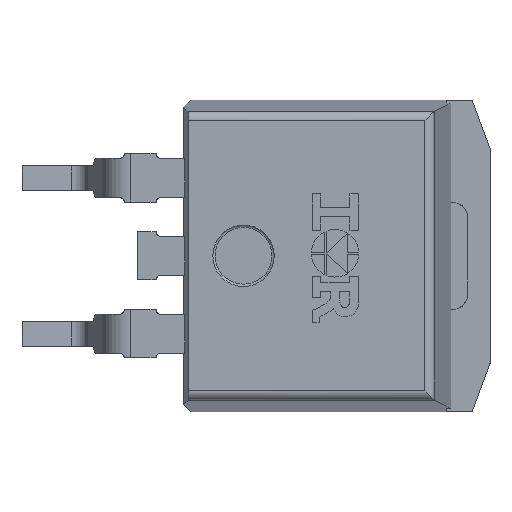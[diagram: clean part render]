
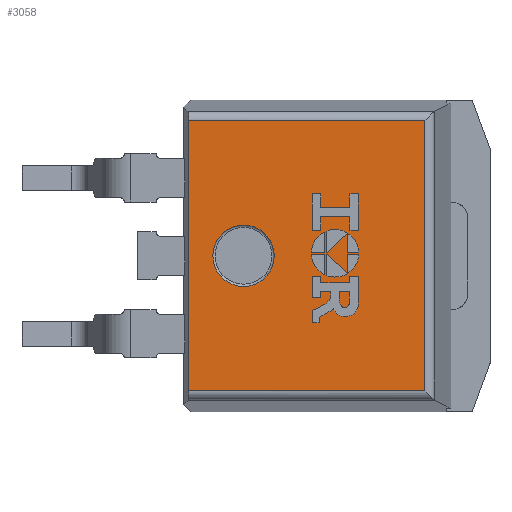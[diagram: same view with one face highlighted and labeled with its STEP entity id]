
A CAD part, top view. The second image highlights one B-rep face of the part: STEP entity #3058.
In plain terms, the highlighted planar face has unit normal (0, 0, 1).
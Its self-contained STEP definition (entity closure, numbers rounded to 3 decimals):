
#53=FACE_BOUND('',#1130,.T.);
#62=PLANE('',#3256);
#198=LINE('',#4438,#554);
#199=LINE('',#4440,#555);
#200=LINE('',#4442,#556);
#201=LINE('',#4443,#557);
#554=VECTOR('',#3553,1000.);
#555=VECTOR('',#3554,1000.);
#556=VECTOR('',#3555,1000.);
#557=VECTOR('',#3556,1000.);
#953=FACE_OUTER_BOUND('',#1129,.T.);
#1129=EDGE_LOOP('',(#2172,#2173,#2174,#2175));
#1130=EDGE_LOOP('',(#2176));
#1305=CIRCLE('',#3243,1.);
#1388=VERTEX_POINT('',#4402);
#1399=VERTEX_POINT('',#4436);
#1400=VERTEX_POINT('',#4437);
#1401=VERTEX_POINT('',#4439);
#1402=VERTEX_POINT('',#4441);
#1691=EDGE_CURVE('',#1388,#1388,#1305,.T.);
#1706=EDGE_CURVE('',#1399,#1400,#198,.T.);
#1707=EDGE_CURVE('',#1400,#1401,#199,.T.);
#1708=EDGE_CURVE('',#1401,#1402,#200,.T.);
#1709=EDGE_CURVE('',#1402,#1399,#201,.T.);
#2172=ORIENTED_EDGE('',*,*,#1706,.T.);
#2173=ORIENTED_EDGE('',*,*,#1707,.T.);
#2174=ORIENTED_EDGE('',*,*,#1708,.T.);
#2175=ORIENTED_EDGE('',*,*,#1709,.T.);
#2176=ORIENTED_EDGE('',*,*,#1691,.F.);
#3058=ADVANCED_FACE('',(#953,#53),#62,.T.);
#3243=AXIS2_PLACEMENT_3D('',#4404,#3517,#3518);
#3256=AXIS2_PLACEMENT_3D('',#4435,#3551,#3552);
#3517=DIRECTION('center_axis',(0.,0.,1.));
#3518=DIRECTION('ref_axis',(0.,-1.,0.));
#3551=DIRECTION('center_axis',(0.,0.,1.));
#3552=DIRECTION('ref_axis',(0.,-1.,0.));
#3553=DIRECTION('',(0.,1.,0.));
#3554=DIRECTION('',(-1.,0.,0.));
#3555=DIRECTION('',(0.,-1.,0.));
#3556=DIRECTION('',(1.,0.,0.));
#4402=CARTESIAN_POINT('',(-0.405,1.,4.75));
#4404=CARTESIAN_POINT('Origin',(-0.405,0.,4.75));
#4435=CARTESIAN_POINT('Origin',(0.,0.,4.75));
#4436=CARTESIAN_POINT('',(5.506,-4.404,4.75));
#4437=CARTESIAN_POINT('',(5.506,4.404,4.75));
#4438=CARTESIAN_POINT('',(5.506,0.,4.75));
#4439=CARTESIAN_POINT('',(-2.189,4.404,4.75));
#4440=CARTESIAN_POINT('',(-2.189,4.404,4.75));
#4441=CARTESIAN_POINT('',(-2.189,-4.404,4.75));
#4442=CARTESIAN_POINT('',(-2.189,5.08,4.75));
#4443=CARTESIAN_POINT('',(5.758,-4.404,4.75));
